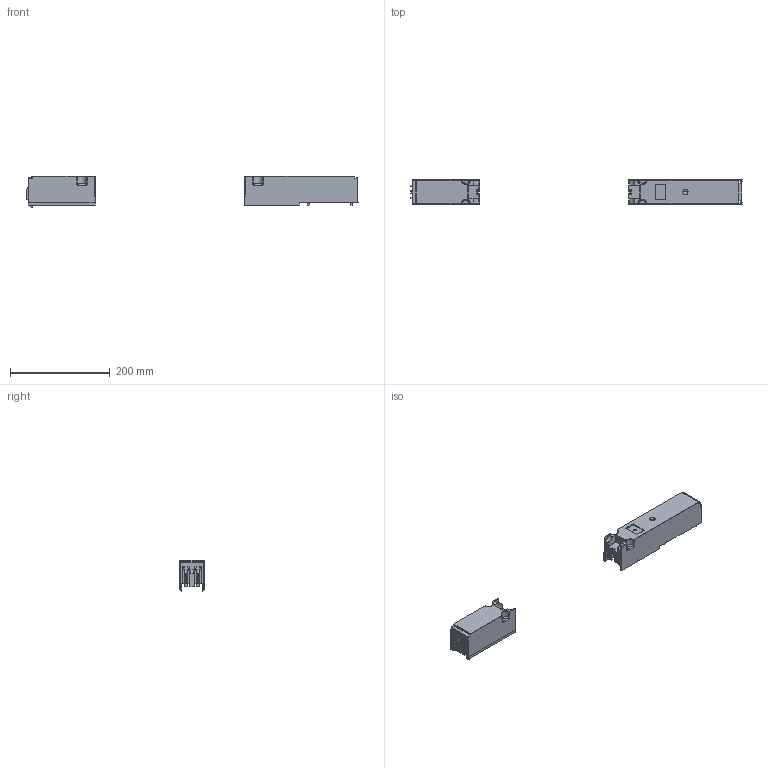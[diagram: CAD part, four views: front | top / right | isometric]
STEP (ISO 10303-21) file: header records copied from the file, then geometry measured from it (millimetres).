
FILE_DESCRIPTION(('CATIA V5 STEP'),'2;1');
FILE_NAME('L8650896_Ausgleichsblende_BO_BU_SL00_100.stp','2011-12-08T16:08:41+00:00',('none'),('Jean Müller GmbH'),'CATIA Version 5 Release 19 SP 9 (IN-10)','CATIA V5 STEP AP214','none');
FILE_SCHEMA(('AUTOMOTIVE_DESIGN { 1 0 10303 214 1 1 1 1 }'));
Length unit declared in the file: millimetre
Products named in the file (4): L8650896_Ausgleichsblende Bo/Bu-SL00/100; 33790_Abdeckung oben; 33791_Abdeckung unten; 13176_01_BZ_Abdeckfolie
Assembly tree (3 placements, depth 2):
  L8650896_Ausgleichsblende Bo/Bu-SL00/100
    33790_Abdeckung oben
    33791_Abdeckung unten
    13176_01_BZ_Abdeckfolie
Bounding box: 666.63 x 49.69 x 63.4 mm (x, y, z)
Volume: 130329.8 mm3; surface area: 136144.6 mm2
Topology: 3 solids, 3 shells, 546 faces, 1506 edges, 935 vertices
Faces by surface type: plane 298, cylinder 126, bspline 116, sphere 4, cone 2
Entity records: 24935 total; most frequent: CARTESIAN_POINT 8645, ORIENTED_EDGE 2948, DIRECTION 1920, EDGE_CURVE 1474, VECTOR 973, LINE 973, VERTEX_POINT 935, EDGE_LOOP 557
